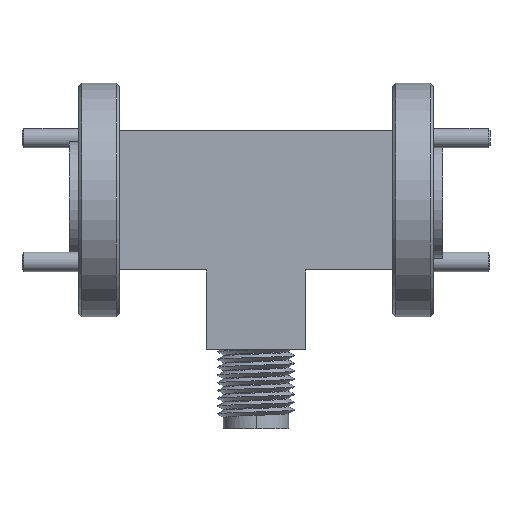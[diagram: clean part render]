
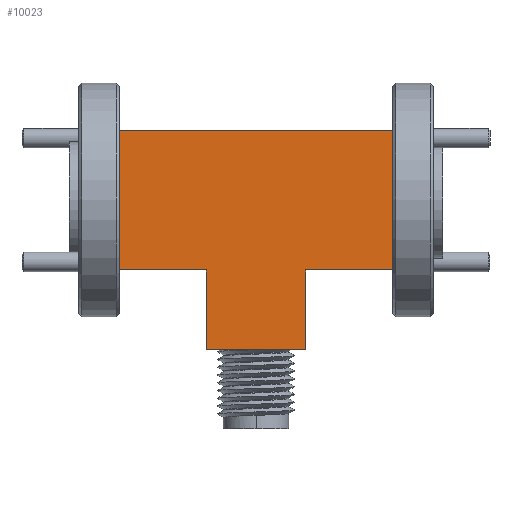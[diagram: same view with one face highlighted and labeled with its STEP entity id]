
A CAD part, front view. The second image highlights one B-rep face of the part: STEP entity #10023.
In plain terms, the highlighted planar face has unit normal (0, -1, 0).
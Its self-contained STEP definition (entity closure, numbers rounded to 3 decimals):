
#40 = VECTOR ( 'NONE', #4481, 1000. ) ;
#285 = VECTOR ( 'NONE', #5878, 1000. ) ;
#325 = DIRECTION ( 'NONE',  ( 0., 1., 0. ) ) ;
#893 = DIRECTION ( 'NONE',  ( -1., 0., 0. ) ) ;
#988 = CARTESIAN_POINT ( 'NONE',  ( -4.429, 1.203, -2.63 ) ) ;
#1022 = FACE_OUTER_BOUND ( 'NONE', #1673, .T. ) ;
#1116 = VERTEX_POINT ( 'NONE', #2441 ) ;
#1367 = ORIENTED_EDGE ( 'NONE', *, *, #9602, .F. ) ;
#1587 = VERTEX_POINT ( 'NONE', #9299 ) ;
#1605 = ORIENTED_EDGE ( 'NONE', *, *, #10113, .F. ) ;
#1673 = EDGE_LOOP ( 'NONE', ( #1605, #4742, #1980, #10083, #3694, #1367, #4417, #8605 ) ) ;
#1980 = ORIENTED_EDGE ( 'NONE', *, *, #9914, .F. ) ;
#2120 = VECTOR ( 'NONE', #5866, 1000. ) ;
#2292 = DIRECTION ( 'NONE',  ( 0., 0., -1. ) ) ;
#2441 = CARTESIAN_POINT ( 'NONE',  ( -11.541, 1.203, -2.63 ) ) ;
#2615 = VECTOR ( 'NONE', #5338, 1000. ) ;
#2688 = VERTEX_POINT ( 'NONE', #9443 ) ;
#2719 = VERTEX_POINT ( 'NONE', #988 ) ;
#3143 = CARTESIAN_POINT ( 'NONE',  ( -11.541, 1.203, 8.8 ) ) ;
#3481 = LINE ( 'NONE', #3644, #2615 ) ;
#3644 = CARTESIAN_POINT ( 'NONE',  ( -4.429, 1.203, -9.107 ) ) ;
#3694 = ORIENTED_EDGE ( 'NONE', *, *, #9931, .F. ) ;
#4076 = CARTESIAN_POINT ( 'NONE',  ( -11.541, 1.203, -2.63 ) ) ;
#4144 = CARTESIAN_POINT ( 'NONE',  ( -11.541, 1.203, 12.61 ) ) ;
#4417 = ORIENTED_EDGE ( 'NONE', *, *, #9409, .F. ) ;
#4481 = DIRECTION ( 'NONE',  ( 0., 0., 1. ) ) ;
#4742 = ORIENTED_EDGE ( 'NONE', *, *, #10128, .F. ) ;
#5086 = CARTESIAN_POINT ( 'NONE',  ( -11.541, 1.203, 8.8 ) ) ;
#5338 = DIRECTION ( 'NONE',  ( 0., 0., 1. ) ) ;
#5559 = VECTOR ( 'NONE', #2292, 1000. ) ;
#5583 = LINE ( 'NONE', #6032, #40 ) ;
#5866 = DIRECTION ( 'NONE',  ( 0., 0., -1. ) ) ;
#5878 = DIRECTION ( 'NONE',  ( -1., 0., 0. ) ) ;
#5945 = LINE ( 'NONE', #4076, #7044 ) ;
#5951 = CARTESIAN_POINT ( 'NONE',  ( -4.429, 1.203, -9.107 ) ) ;
#5997 = EDGE_CURVE ( 'NONE', #8144, #2688, #5583, .T. ) ;
#6032 = CARTESIAN_POINT ( 'NONE',  ( 3.699, 1.203, -9.107 ) ) ;
#6527 = CARTESIAN_POINT ( 'NONE',  ( 10.811, 1.203, -2.63 ) ) ;
#6547 = DIRECTION ( 'NONE',  ( -1., 0., 0. ) ) ;
#6677 = LINE ( 'NONE', #5951, #285 ) ;
#6690 = CARTESIAN_POINT ( 'NONE',  ( -11.541, 1.203, -2.63 ) ) ;
#6796 = VECTOR ( 'NONE', #7450, 1000. ) ;
#6876 = VERTEX_POINT ( 'NONE', #6527 ) ;
#7044 = VECTOR ( 'NONE', #893, 1000. ) ;
#7106 = CARTESIAN_POINT ( 'NONE',  ( -11.541, 1.203, 12.61 ) ) ;
#7450 = DIRECTION ( 'NONE',  ( -1., 0., 0. ) ) ;
#7524 = CARTESIAN_POINT ( 'NONE',  ( 10.811, 1.203, 12.61 ) ) ;
#7784 = LINE ( 'NONE', #7524, #2120 ) ;
#7976 = EDGE_CURVE ( 'NONE', #8258, #1116, #8398, .T. ) ;
#8003 = DIRECTION ( 'NONE',  ( 1., 0., 0. ) ) ;
#8144 = VERTEX_POINT ( 'NONE', #9781 ) ;
#8258 = VERTEX_POINT ( 'NONE', #5086 ) ;
#8398 = LINE ( 'NONE', #7106, #5559 ) ;
#8525 = LINE ( 'NONE', #3143, #8639 ) ;
#8605 = ORIENTED_EDGE ( 'NONE', *, *, #5997, .T. ) ;
#8639 = VECTOR ( 'NONE', #8003, 1000. ) ;
#8890 = LINE ( 'NONE', #6690, #6796 ) ;
#9299 = CARTESIAN_POINT ( 'NONE',  ( 10.811, 1.203, 8.8 ) ) ;
#9361 = VERTEX_POINT ( 'NONE', #9445 ) ;
#9409 = EDGE_CURVE ( 'NONE', #8144, #9361, #6677, .T. ) ;
#9443 = CARTESIAN_POINT ( 'NONE',  ( 3.699, 1.203, -2.63 ) ) ;
#9445 = CARTESIAN_POINT ( 'NONE',  ( -4.429, 1.203, -9.107 ) ) ;
#9602 = EDGE_CURVE ( 'NONE', #9361, #2719, #3481, .T. ) ;
#9744 = PLANE ( 'NONE',  #9820 ) ;
#9781 = CARTESIAN_POINT ( 'NONE',  ( 3.699, 1.203, -9.107 ) ) ;
#9820 = AXIS2_PLACEMENT_3D ( 'NONE', #4144, #325, #6547 ) ;
#9914 = EDGE_CURVE ( 'NONE', #8258, #1587, #8525, .T. ) ;
#9931 = EDGE_CURVE ( 'NONE', #2719, #1116, #5945, .T. ) ;
#10023 = ADVANCED_FACE ( 'NONE', ( #1022 ), #9744, .F. ) ;
#10083 = ORIENTED_EDGE ( 'NONE', *, *, #7976, .T. ) ;
#10113 = EDGE_CURVE ( 'NONE', #6876, #2688, #8890, .T. ) ;
#10128 = EDGE_CURVE ( 'NONE', #1587, #6876, #7784, .T. ) ;
